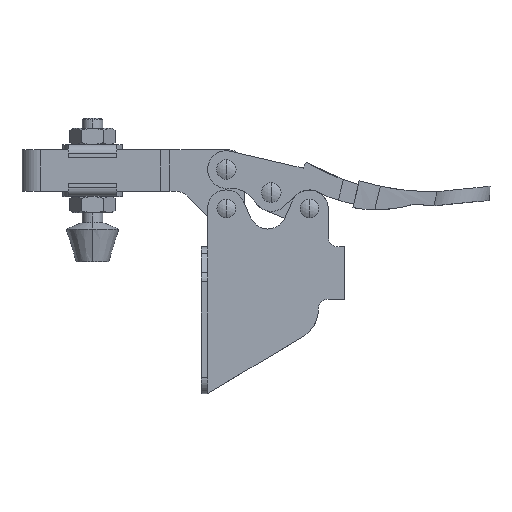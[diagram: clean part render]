
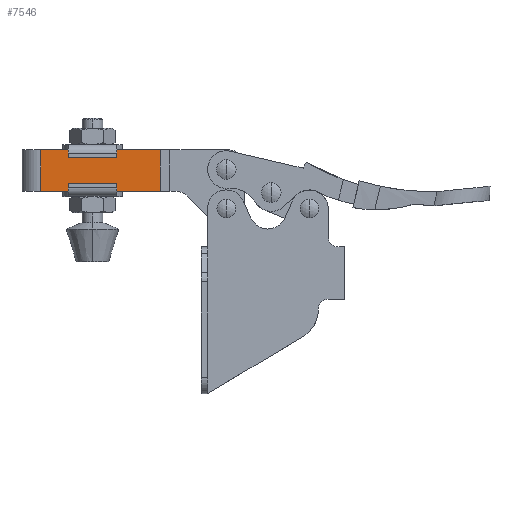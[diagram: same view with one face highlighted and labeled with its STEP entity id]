
A CAD part, top view. The second image highlights one B-rep face of the part: STEP entity #7546.
In plain terms, the highlighted planar face has unit normal (0, 0, 1).
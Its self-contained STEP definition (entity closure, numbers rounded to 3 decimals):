
#108 = CARTESIAN_POINT ( 'NONE',  ( -93.915, 25.08, 3.7 ) ) ;
#432 = DIRECTION ( 'NONE',  ( 0., 0., -1. ) ) ;
#464 = CARTESIAN_POINT ( 'NONE',  ( -88.2, 25.08, 3.7 ) ) ;
#792 = DIRECTION ( 'NONE',  ( 0., 1., 0. ) ) ;
#814 = EDGE_CURVE ( 'NONE', #9209, #8189, #3421, .T. ) ;
#820 = FACE_OUTER_BOUND ( 'NONE', #2000, .T. ) ;
#1110 = ORIENTED_EDGE ( 'NONE', *, *, #1221, .F. ) ;
#1144 = ORIENTED_EDGE ( 'NONE', *, *, #9540, .T. ) ;
#1191 = AXIS2_PLACEMENT_3D ( 'NONE', #3063, #432, #6452 ) ;
#1221 = EDGE_CURVE ( 'NONE', #9209, #3344, #9188, .T. ) ;
#1607 = VECTOR ( 'NONE', #4114, 1000. ) ;
#2000 = EDGE_LOOP ( 'NONE', ( #4804, #1144, #9137, #1110 ) ) ;
#2021 = LINE ( 'NONE', #5791, #10220 ) ;
#2335 = CARTESIAN_POINT ( 'NONE',  ( -88.2, 37.78, 3.7 ) ) ;
#3063 = CARTESIAN_POINT ( 'NONE',  ( -88.2, 12.78, 3.7 ) ) ;
#3344 = VERTEX_POINT ( 'NONE', #5023 ) ;
#3421 = LINE ( 'NONE', #108, #9827 ) ;
#3987 = LINE ( 'NONE', #2335, #1607 ) ;
#4114 = DIRECTION ( 'NONE',  ( -1., 0., 0. ) ) ;
#4804 = ORIENTED_EDGE ( 'NONE', *, *, #814, .T. ) ;
#5023 = CARTESIAN_POINT ( 'NONE',  ( -88.2, 37.78, 3.7 ) ) ;
#5110 = DIRECTION ( 'NONE',  ( 1., 0., 0. ) ) ;
#5791 = CARTESIAN_POINT ( 'NONE',  ( -51.55, 12.78, 3.7 ) ) ;
#6452 = DIRECTION ( 'NONE',  ( 0., 1., 0. ) ) ;
#6824 = DIRECTION ( 'NONE',  ( 0., 1., 0. ) ) ;
#7546 = ADVANCED_FACE ( 'NONE', ( #820 ), #10362, .F. ) ;
#7801 = VECTOR ( 'NONE', #6824, 1000. ) ;
#8062 = VERTEX_POINT ( 'NONE', #9913 ) ;
#8189 = VERTEX_POINT ( 'NONE', #9357 ) ;
#8689 = CARTESIAN_POINT ( 'NONE',  ( -88.2, 12.78, 3.7 ) ) ;
#9137 = ORIENTED_EDGE ( 'NONE', *, *, #9315, .T. ) ;
#9188 = LINE ( 'NONE', #8689, #7801 ) ;
#9209 = VERTEX_POINT ( 'NONE', #464 ) ;
#9315 = EDGE_CURVE ( 'NONE', #8062, #3344, #3987, .T. ) ;
#9357 = CARTESIAN_POINT ( 'NONE',  ( -51.55, 25.08, 3.7 ) ) ;
#9540 = EDGE_CURVE ( 'NONE', #8189, #8062, #2021, .T. ) ;
#9827 = VECTOR ( 'NONE', #5110, 1000. ) ;
#9913 = CARTESIAN_POINT ( 'NONE',  ( -51.55, 37.78, 3.7 ) ) ;
#10220 = VECTOR ( 'NONE', #792, 1000. ) ;
#10362 = PLANE ( 'NONE',  #1191 ) ;
